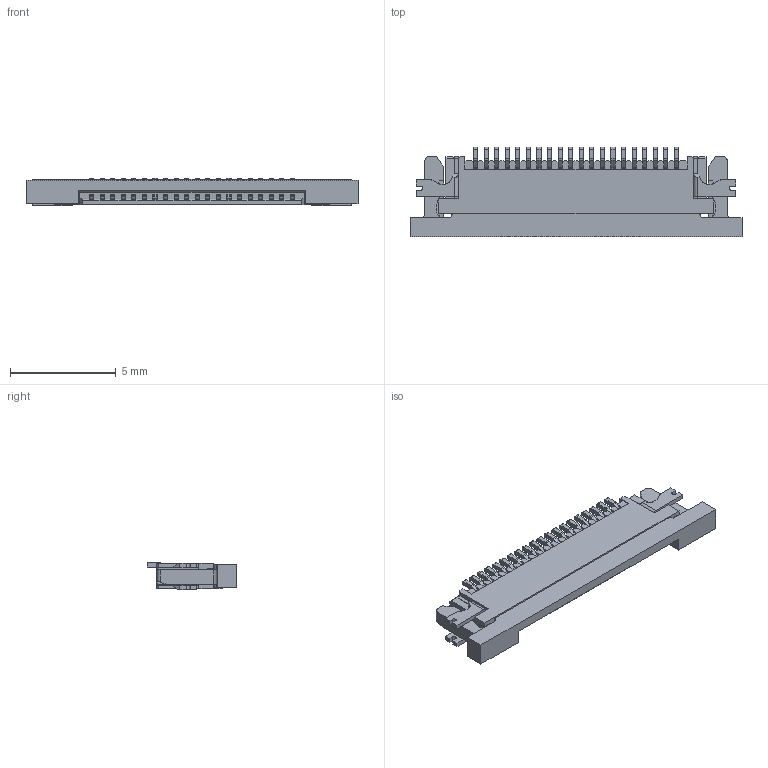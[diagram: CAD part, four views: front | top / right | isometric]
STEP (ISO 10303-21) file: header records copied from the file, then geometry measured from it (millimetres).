
FILE_DESCRIPTION(/* description */ ('Unknown'),/* implementation_level */ '2;1');
FILE_NAME(/* name */ '687120183622',/* time_stamp */ '2017-02-27T10:33:41+01:00',/* author */ ('Unknown'),/* organization */ ('Unknown'),/* preprocessor_version */ 'ST-DEVELOPER v16.7',/* originating_system */ 'DEX',/* authorisation */ $);
FILE_SCHEMA (('AUTOMOTIVE_DESIGN {1 0 10303 214 3 1 1}'));
Length unit declared in the file: millimetre
Products named in the file (6): 6871xx183622; 68x120183x22; 68x120183x22_Actuator; 68X1xx183x22_Solder_Pad2; 68X1XX183X22_Solder_Pad; 68X1XX183X22_Pin_TOP
Assembly tree (24 placements, depth 2):
  6871xx183622
    68x120183x22
    68x120183x22_Actuator
    68X1xx183x22_Solder_Pad2
    68X1XX183X22_Solder_Pad
    68X1XX183X22_Pin_TOP  x20
Bounding box: 15.7 x 4.25 x 1.29 mm (x, y, z)
Volume: 47.4 mm3; surface area: 408.7 mm2
Topology: 24 solids, 24 shells, 1511 faces, 4509 edges, 2968 vertices
Faces by surface type: plane 1092, cylinder 417, bspline 2
Entity records: 27364 total; most frequent: ORIENTED_EDGE 4914, CARTESIAN_POINT 4897, DIRECTION 4383, EDGE_CURVE 2457, LINE 2147, VECTOR 2147, VERTEX_POINT 1600, AXIS2_PLACEMENT_3D 1118
